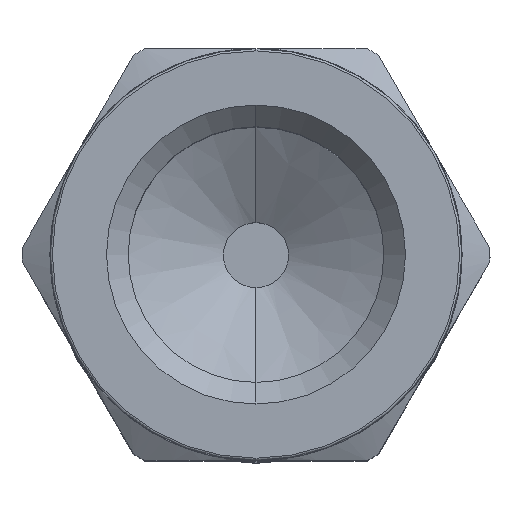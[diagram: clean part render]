
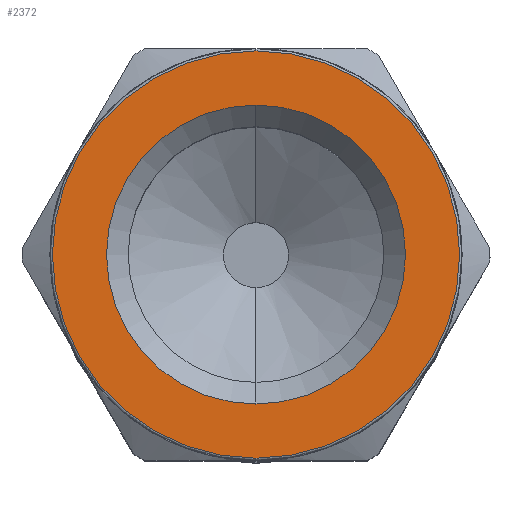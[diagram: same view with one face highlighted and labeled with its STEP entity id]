
A CAD part, top view. The second image highlights one B-rep face of the part: STEP entity #2372.
In plain terms, the highlighted face is planar.
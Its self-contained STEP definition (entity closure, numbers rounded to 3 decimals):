
#1408=CARTESIAN_POINT('',(0.,0.,0.));
#1409=DIRECTION('',(1.,0.,0.));
#1410=DIRECTION('',(0.,0.,1.));
#1411=AXIS2_PLACEMENT_3D('',#1408,#1409,#1410);
#1413=CARTESIAN_POINT('',(0.,0.,0.));
#1414=DIRECTION('',(1.,0.,0.));
#1415=DIRECTION('',(0.,0.,-1.));
#1416=AXIS2_PLACEMENT_3D('',#1413,#1414,#1415);
#1418=CARTESIAN_POINT('',(0.,0.,0.));
#1419=DIRECTION('',(-1.,0.,0.));
#1420=DIRECTION('',(0.,0.,-1.));
#1421=AXIS2_PLACEMENT_3D('',#1418,#1419,#1420);
#1423=CARTESIAN_POINT('',(0.,0.,0.));
#1424=DIRECTION('',(-1.,0.,0.));
#1425=DIRECTION('',(0.,0.,1.));
#1426=AXIS2_PLACEMENT_3D('',#1423,#1424,#1425);
#1828=CARTESIAN_POINT('',(0.,0.,9.4));
#1829=VERTEX_POINT('',#1828);
#1830=CARTESIAN_POINT('',(0.,0.,-9.4));
#1831=VERTEX_POINT('',#1830);
#1832=CARTESIAN_POINT('',(0.,0.,-6.9));
#1833=CARTESIAN_POINT('',(0.,0.,6.9));
#1834=VERTEX_POINT('',#1832);
#1835=VERTEX_POINT('',#1833);
#2357=CARTESIAN_POINT('',(0.,0.,0.));
#2358=DIRECTION('',(1.,0.,0.));
#2359=DIRECTION('',(0.,0.,-1.));
#2360=AXIS2_PLACEMENT_3D('',#2357,#2358,#2359);
#2361=PLANE('',#2360);
#2362=ORIENTED_EDGE('',*,*,#2339,.T.);
#2363=ORIENTED_EDGE('',*,*,#2349,.T.);
#2364=EDGE_LOOP('',(#2362,#2363));
#2365=FACE_OUTER_BOUND('',#2364,.F.);
#2367=ORIENTED_EDGE('',*,*,#2366,.T.);
#2369=ORIENTED_EDGE('',*,*,#2368,.T.);
#2370=EDGE_LOOP('',(#2367,#2369));
#2371=FACE_BOUND('',#2370,.F.);
#2372=ADVANCED_FACE('',(#2365,#2371),#2361,.F.);
#1412=CIRCLE('',#1411,9.4);
#1417=CIRCLE('',#1416,9.4);
#1422=CIRCLE('',#1421,6.9);
#1427=CIRCLE('',#1426,6.9);
#2339=EDGE_CURVE('',#1829,#1831,#1412,.T.);
#2349=EDGE_CURVE('',#1831,#1829,#1417,.T.);
#2366=EDGE_CURVE('',#1834,#1835,#1422,.T.);
#2368=EDGE_CURVE('',#1835,#1834,#1427,.T.);
